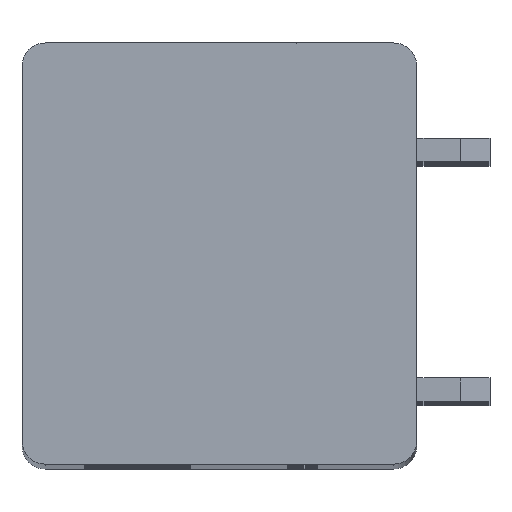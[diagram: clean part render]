
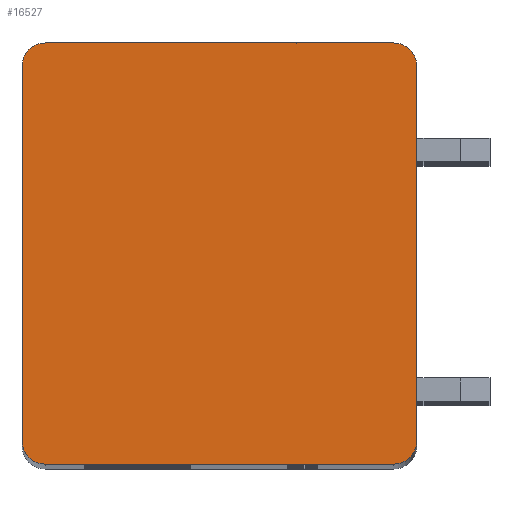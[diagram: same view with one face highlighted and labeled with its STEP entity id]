
A CAD part, top view. The second image highlights one B-rep face of the part: STEP entity #16527.
In plain terms, the highlighted planar face has unit normal (0, 0, 1).
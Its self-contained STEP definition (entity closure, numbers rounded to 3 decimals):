
#2536=CARTESIAN_POINT('',(-5.95,6.4,2.5));
#2537=DIRECTION('',(0.,0.,1.));
#2538=DIRECTION('',(0.,1.,0.));
#2539=AXIS2_PLACEMENT_3D('',#2536,#2537,#2538);
#2541=DIRECTION('',(-1.,0.,0.));
#2542=VECTOR('',#2541,11.9);
#2543=CARTESIAN_POINT('',(5.95,7.2,2.5));
#2544=LINE('',#2543,#2542);
#2545=CARTESIAN_POINT('',(5.95,6.4,2.5));
#2546=DIRECTION('',(0.,0.,1.));
#2547=DIRECTION('',(1.,0.,0.));
#2548=AXIS2_PLACEMENT_3D('',#2545,#2546,#2547);
#2550=DIRECTION('',(0.,1.,0.));
#2551=VECTOR('',#2550,12.8);
#2552=CARTESIAN_POINT('',(6.75,-6.4,2.5));
#2553=LINE('',#2552,#2551);
#2554=CARTESIAN_POINT('',(5.95,-6.4,2.5));
#2555=DIRECTION('',(0.,0.,1.));
#2556=DIRECTION('',(0.,-1.,0.));
#2557=AXIS2_PLACEMENT_3D('',#2554,#2555,#2556);
#2559=DIRECTION('',(1.,0.,0.));
#2560=VECTOR('',#2559,11.9);
#2561=CARTESIAN_POINT('',(-5.95,-7.2,2.5));
#2562=LINE('',#2561,#2560);
#2563=CARTESIAN_POINT('',(-5.95,-6.4,2.5));
#2564=DIRECTION('',(0.,0.,1.));
#2565=DIRECTION('',(-1.,0.,0.));
#2566=AXIS2_PLACEMENT_3D('',#2563,#2564,#2565);
#2568=DIRECTION('',(0.,-1.,0.));
#2569=VECTOR('',#2568,12.8);
#2570=CARTESIAN_POINT('',(-6.75,6.4,2.5));
#2571=LINE('',#2570,#2569);
#11962=CARTESIAN_POINT('',(-5.95,7.2,2.5));
#11963=VERTEX_POINT('',#11962);
#11964=CARTESIAN_POINT('',(-6.75,6.4,2.5));
#11965=VERTEX_POINT('',#11964);
#11970=CARTESIAN_POINT('',(6.75,6.4,2.5));
#11971=VERTEX_POINT('',#11970);
#11972=CARTESIAN_POINT('',(5.95,7.2,2.5));
#11973=VERTEX_POINT('',#11972);
#11978=CARTESIAN_POINT('',(-6.75,-6.4,2.5));
#11979=VERTEX_POINT('',#11978);
#11980=CARTESIAN_POINT('',(-5.95,-7.2,2.5));
#11981=VERTEX_POINT('',#11980);
#11986=CARTESIAN_POINT('',(5.95,-7.2,2.5));
#11987=VERTEX_POINT('',#11986);
#11988=CARTESIAN_POINT('',(6.75,-6.4,2.5));
#11989=VERTEX_POINT('',#11988);
#16512=CARTESIAN_POINT('',(0.,0.,2.5));
#16513=DIRECTION('',(0.,0.,1.));
#16514=DIRECTION('',(1.,0.,0.));
#16515=AXIS2_PLACEMENT_3D('',#16512,#16513,#16514);
#16516=PLANE('',#16515);
#16517=ORIENTED_EDGE('',*,*,#15040,.F.);
#16518=ORIENTED_EDGE('',*,*,#15056,.F.);
#16519=ORIENTED_EDGE('',*,*,#15525,.F.);
#16520=ORIENTED_EDGE('',*,*,#15540,.F.);
#16521=ORIENTED_EDGE('',*,*,#15933,.F.);
#16522=ORIENTED_EDGE('',*,*,#15946,.F.);
#16523=ORIENTED_EDGE('',*,*,#16493,.F.);
#16524=ORIENTED_EDGE('',*,*,#16505,.F.);
#16525=EDGE_LOOP('',(#16517,#16518,#16519,#16520,#16521,#16522,#16523,#16524));
#16526=FACE_OUTER_BOUND('',#16525,.F.);
#2540=CIRCLE('',#2539,0.8);
#2549=CIRCLE('',#2548,0.8);
#2558=CIRCLE('',#2557,0.8);
#2567=CIRCLE('',#2566,0.8);
#15040=EDGE_CURVE('',#11963,#11965,#2540,.T.);
#15056=EDGE_CURVE('',#11973,#11963,#2544,.T.);
#15525=EDGE_CURVE('',#11971,#11973,#2549,.T.);
#15540=EDGE_CURVE('',#11989,#11971,#2553,.T.);
#15933=EDGE_CURVE('',#11987,#11989,#2558,.T.);
#15946=EDGE_CURVE('',#11981,#11987,#2562,.T.);
#16493=EDGE_CURVE('',#11979,#11981,#2567,.T.);
#16505=EDGE_CURVE('',#11965,#11979,#2571,.T.);
#16527=ADVANCED_FACE('',(#16526),#16516,.T.);
